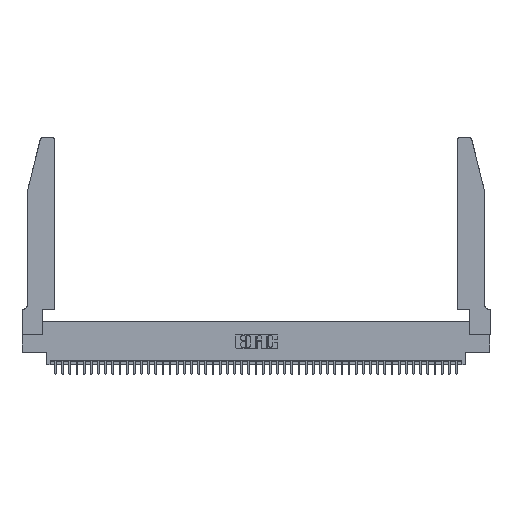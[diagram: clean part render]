
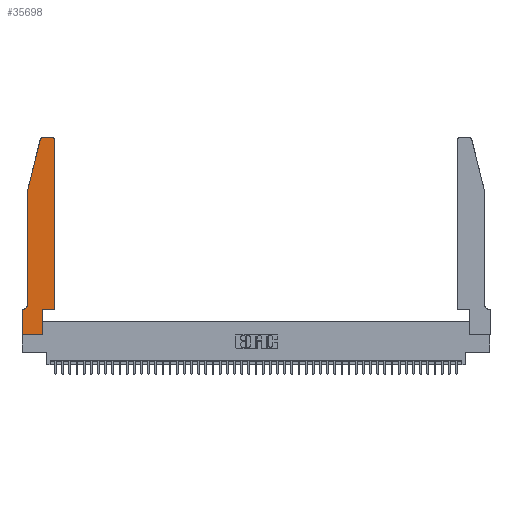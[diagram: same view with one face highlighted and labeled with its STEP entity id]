
A CAD part, top view. The second image highlights one B-rep face of the part: STEP entity #35698.
In plain terms, the highlighted planar face has unit normal (0, 0, 1).
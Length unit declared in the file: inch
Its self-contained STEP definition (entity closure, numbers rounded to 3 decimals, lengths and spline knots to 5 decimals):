
#176 = CARTESIAN_POINT ( 'NONE',  ( 0.0055, 0.35, 0.37 ) ) ;
#188 = CIRCLE ( 'NONE', #18713, 0.03 ) ;
#354 = EDGE_CURVE ( 'NONE', #9812, #18588, #18529, .T. ) ;
#2858 = CARTESIAN_POINT ( 'NONE',  ( 0.0755, 0.35, 0.37 ) ) ;
#3142 = DIRECTION ( 'NONE',  ( 0., 1., 0. ) ) ;
#3730 = LINE ( 'NONE', #25896, #42882 ) ;
#4237 = CARTESIAN_POINT ( 'NONE',  ( 0.4505, 0.35, 0.37 ) ) ;
#4391 = CARTESIAN_POINT ( 'NONE',  ( 0., 0., 0.37 ) ) ;
#5001 = LINE ( 'NONE', #38002, #41844 ) ;
#5184 = DIRECTION ( 'NONE',  ( 1., 0., 0. ) ) ;
#5565 = EDGE_CURVE ( 'NONE', #47532, #7891, #7491, .T. ) ;
#5589 = ORIENTED_EDGE ( 'NONE', *, *, #11655, .T. ) ;
#5746 = EDGE_CURVE ( 'NONE', #42189, #25372, #16116, .T. ) ;
#5893 = AXIS2_PLACEMENT_3D ( 'NONE', #26251, #29825, #7758 ) ;
#5894 = VECTOR ( 'NONE', #46477, 39.37008 ) ;
#5982 = DIRECTION ( 'NONE',  ( -1., 0., 0. ) ) ;
#5986 = CIRCLE ( 'NONE', #18518, 0.03 ) ;
#6136 = ORIENTED_EDGE ( 'NONE', *, *, #18042, .T. ) ;
#6689 = LINE ( 'NONE', #4237, #24549 ) ;
#7491 = LINE ( 'NONE', #13361, #11523 ) ;
#7758 = DIRECTION ( 'NONE',  ( -1., 0., 0. ) ) ;
#7891 = VERTEX_POINT ( 'NONE', #10978 ) ;
#8997 = DIRECTION ( 'NONE',  ( -0.239, -0.971, 0. ) ) ;
#9254 = CARTESIAN_POINT ( 'NONE',  ( 0.4205, 2.72, 0.37 ) ) ;
#9421 = AXIS2_PLACEMENT_3D ( 'NONE', #39686, #17650, #21358 ) ;
#9812 = VERTEX_POINT ( 'NONE', #26561 ) ;
#10285 = PLANE ( 'NONE',  #9421 ) ;
#10978 = CARTESIAN_POINT ( 'NONE',  ( 0.0755, 2., 0.37 ) ) ;
#11523 = VECTOR ( 'NONE', #8997, 39.37008 ) ;
#11567 = EDGE_CURVE ( 'NONE', #41190, #42189, #37012, .T. ) ;
#11655 = EDGE_CURVE ( 'NONE', #18588, #27680, #5986, .T. ) ;
#12275 = CARTESIAN_POINT ( 'NONE',  ( 0.284, 2.72, 0.37 ) ) ;
#13361 = CARTESIAN_POINT ( 'NONE',  ( 0.0755, 2., 0.37 ) ) ;
#14975 = VERTEX_POINT ( 'NONE', #44018 ) ;
#15523 = ORIENTED_EDGE ( 'NONE', *, *, #45338, .T. ) ;
#16116 = LINE ( 'NONE', #4391, #27044 ) ;
#17557 = CARTESIAN_POINT ( 'NONE',  ( 0.2605, 2.75, 0.37 ) ) ;
#17650 = DIRECTION ( 'NONE',  ( 0., 0., 1. ) ) ;
#17800 = ORIENTED_EDGE ( 'NONE', *, *, #43549, .T. ) ;
#18042 = EDGE_CURVE ( 'NONE', #19209, #32805, #5001, .T. ) ;
#18374 = DIRECTION ( 'NONE',  ( 0., -1., 0. ) ) ;
#18518 = AXIS2_PLACEMENT_3D ( 'NONE', #9254, #24202, #35279 ) ;
#18529 = LINE ( 'NONE', #32488, #34062 ) ;
#18588 = VERTEX_POINT ( 'NONE', #40221 ) ;
#18713 = AXIS2_PLACEMENT_3D ( 'NONE', #12275, #45374, #5184 ) ;
#18780 = EDGE_CURVE ( 'NONE', #32805, #9812, #6689, .T. ) ;
#18787 = ORIENTED_EDGE ( 'NONE', *, *, #354, .T. ) ;
#19209 = VERTEX_POINT ( 'NONE', #43948 ) ;
#19914 = ORIENTED_EDGE ( 'NONE', *, *, #11567, .T. ) ;
#19996 = EDGE_CURVE ( 'NONE', #14975, #47532, #188, .T. ) ;
#20724 = CARTESIAN_POINT ( 'NONE',  ( 0.4205, 2.75, 0.37 ) ) ;
#21224 = CARTESIAN_POINT ( 'NONE',  ( 0., 0.35, 0.37 ) ) ;
#21358 = DIRECTION ( 'NONE',  ( 1., 0., 0. ) ) ;
#21441 = VERTEX_POINT ( 'NONE', #40100 ) ;
#22039 = DIRECTION ( 'NONE',  ( 0., -1., 0. ) ) ;
#22093 = VECTOR ( 'NONE', #43861, 39.37008 ) ;
#22719 = VECTOR ( 'NONE', #5982, 39.37008 ) ;
#23069 = DIRECTION ( 'NONE',  ( 0., 1., 0. ) ) ;
#23757 = EDGE_CURVE ( 'NONE', #7891, #21441, #3730, .T. ) ;
#24202 = DIRECTION ( 'NONE',  ( 0., 0., 1. ) ) ;
#24549 = VECTOR ( 'NONE', #30388, 39.37008 ) ;
#25372 = VERTEX_POINT ( 'NONE', #45048 ) ;
#25896 = CARTESIAN_POINT ( 'NONE',  ( 0.0755, 2., 0.37 ) ) ;
#26251 = CARTESIAN_POINT ( 'NONE',  ( 0.0055, 0.42, 0.37 ) ) ;
#26561 = CARTESIAN_POINT ( 'NONE',  ( 0.4505, 0.35, 0.37 ) ) ;
#27044 = VECTOR ( 'NONE', #18374, 39.37008 ) ;
#27680 = VERTEX_POINT ( 'NONE', #20724 ) ;
#28078 = CIRCLE ( 'NONE', #5893, 0.07 ) ;
#28926 = EDGE_CURVE ( 'NONE', #21441, #41190, #28078, .T. ) ;
#29825 = DIRECTION ( 'NONE',  ( 0., 0., -1. ) ) ;
#30388 = DIRECTION ( 'NONE',  ( 1., 0., 0. ) ) ;
#31586 = ORIENTED_EDGE ( 'NONE', *, *, #28926, .T. ) ;
#32488 = CARTESIAN_POINT ( 'NONE',  ( 0.4505, 0.35, 0.37 ) ) ;
#32805 = VERTEX_POINT ( 'NONE', #41181 ) ;
#34062 = VECTOR ( 'NONE', #3142, 39.37008 ) ;
#35279 = DIRECTION ( 'NONE',  ( 1., 0., 0. ) ) ;
#35560 = ORIENTED_EDGE ( 'NONE', *, *, #18780, .T. ) ;
#35698 = ADVANCED_FACE ( 'NONE', ( #45989 ), #10285, .T. ) ;
#36775 = ORIENTED_EDGE ( 'NONE', *, *, #23757, .T. ) ;
#37012 = LINE ( 'NONE', #2858, #22093 ) ;
#37375 = ORIENTED_EDGE ( 'NONE', *, *, #5746, .T. ) ;
#38002 = CARTESIAN_POINT ( 'NONE',  ( 0.2865, 0.35, 0.37 ) ) ;
#38772 = CARTESIAN_POINT ( 'NONE',  ( 0., 0., 0.37 ) ) ;
#39686 = CARTESIAN_POINT ( 'NONE',  ( 0., 0.35, 0.37 ) ) ;
#39960 = LINE ( 'NONE', #17557, #22719 ) ;
#40100 = CARTESIAN_POINT ( 'NONE',  ( 0.0755, 0.42, 0.37 ) ) ;
#40221 = CARTESIAN_POINT ( 'NONE',  ( 0.4505, 2.72, 0.37 ) ) ;
#41181 = CARTESIAN_POINT ( 'NONE',  ( 0.2865, 0.35, 0.37 ) ) ;
#41190 = VERTEX_POINT ( 'NONE', #176 ) ;
#41561 = LINE ( 'NONE', #38772, #5894 ) ;
#41844 = VECTOR ( 'NONE', #23069, 39.37008 ) ;
#41925 = CARTESIAN_POINT ( 'NONE',  ( 0.25487, 2.72718, 0.37 ) ) ;
#42189 = VERTEX_POINT ( 'NONE', #21224 ) ;
#42882 = VECTOR ( 'NONE', #22039, 39.37008 ) ;
#43549 = EDGE_CURVE ( 'NONE', #27680, #14975, #39960, .T. ) ;
#43861 = DIRECTION ( 'NONE',  ( -1., 0., 0. ) ) ;
#43895 = ORIENTED_EDGE ( 'NONE', *, *, #19996, .T. ) ;
#43948 = CARTESIAN_POINT ( 'NONE',  ( 0.2865, 0., 0.37 ) ) ;
#44018 = CARTESIAN_POINT ( 'NONE',  ( 0.284, 2.75, 0.37 ) ) ;
#45048 = CARTESIAN_POINT ( 'NONE',  ( 0., 0., 0.37 ) ) ;
#45338 = EDGE_CURVE ( 'NONE', #25372, #19209, #41561, .T. ) ;
#45374 = DIRECTION ( 'NONE',  ( 0., 0., 1. ) ) ;
#45425 = EDGE_LOOP ( 'NONE', ( #17800, #43895, #46077, #36775, #31586, #19914, #37375, #15523, #6136, #35560, #18787, #5589 ) ) ;
#45989 = FACE_OUTER_BOUND ( 'NONE', #45425, .T. ) ;
#46077 = ORIENTED_EDGE ( 'NONE', *, *, #5565, .T. ) ;
#46477 = DIRECTION ( 'NONE',  ( 1., 0., 0. ) ) ;
#47532 = VERTEX_POINT ( 'NONE', #41925 ) ;
